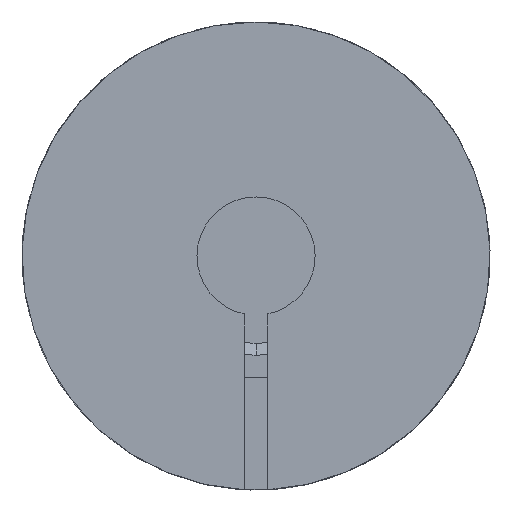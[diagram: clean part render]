
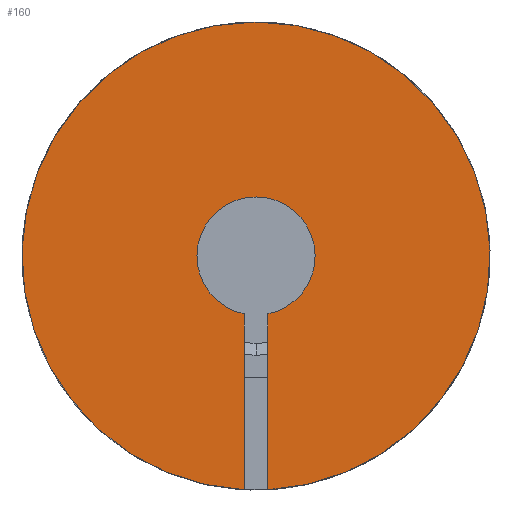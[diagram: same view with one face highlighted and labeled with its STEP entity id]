
A CAD part, front view. The second image highlights one B-rep face of the part: STEP entity #160.
In plain terms, the highlighted planar face has unit normal (0, -1, 0).
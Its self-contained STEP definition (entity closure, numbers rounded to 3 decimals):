
#35 = CARTESIAN_POINT ( 'NONE',  ( 0., -4., 0. ) ) ;
#160 = ADVANCED_FACE ( 'NONE', ( #1044 ), #1627, .F. ) ;
#197 = AXIS2_PLACEMENT_3D ( 'NONE', #35, #1796, #612 ) ;
#267 = DIRECTION ( 'NONE',  ( 0., 0., 1. ) ) ;
#350 = DIRECTION ( 'NONE',  ( 0., 0., -1. ) ) ;
#363 = EDGE_CURVE ( 'NONE', #1522, #1787, #1440, .T. ) ;
#410 = EDGE_CURVE ( 'NONE', #1659, #1522, #903, .T. ) ;
#411 = CARTESIAN_POINT ( 'NONE',  ( 0.5, -4., -9.887 ) ) ;
#491 = AXIS2_PLACEMENT_3D ( 'NONE', #823, #853, #979 ) ;
#502 = LINE ( 'NONE', #1799, #913 ) ;
#570 = DIRECTION ( 'NONE',  ( 0., 1., 0. ) ) ;
#571 = VECTOR ( 'NONE', #856, 1000. ) ;
#579 = CARTESIAN_POINT ( 'NONE',  ( 0., -4., 0. ) ) ;
#612 = DIRECTION ( 'NONE',  ( 0., 0., 1. ) ) ;
#648 = CIRCLE ( 'NONE', #491, 9.9 ) ;
#652 = ORIENTED_EDGE ( 'NONE', *, *, #838, .F. ) ;
#823 = CARTESIAN_POINT ( 'NONE',  ( 0., -4., 0. ) ) ;
#838 = EDGE_CURVE ( 'NONE', #1129, #1787, #648, .T. ) ;
#853 = DIRECTION ( 'NONE',  ( 0., 1., 0. ) ) ;
#856 = DIRECTION ( 'NONE',  ( 0., 0., -1. ) ) ;
#903 = CIRCLE ( 'NONE', #1082, 2.5 ) ;
#905 = CARTESIAN_POINT ( 'NONE',  ( -0.5, -4., -9.887 ) ) ;
#912 = CARTESIAN_POINT ( 'NONE',  ( 0.5, -4., -2.449 ) ) ;
#913 = VECTOR ( 'NONE', #350, 1000. ) ;
#979 = DIRECTION ( 'NONE',  ( 0., 0., 1. ) ) ;
#1044 = FACE_OUTER_BOUND ( 'NONE', #1244, .T. ) ;
#1082 = AXIS2_PLACEMENT_3D ( 'NONE', #579, #570, #267 ) ;
#1088 = ORIENTED_EDGE ( 'NONE', *, *, #1526, .F. ) ;
#1129 = VERTEX_POINT ( 'NONE', #905 ) ;
#1244 = EDGE_LOOP ( 'NONE', ( #1829, #1346, #652, #1088 ) ) ;
#1259 = CARTESIAN_POINT ( 'NONE',  ( -0.5, -4., -2.449 ) ) ;
#1346 = ORIENTED_EDGE ( 'NONE', *, *, #363, .T. ) ;
#1440 = LINE ( 'NONE', #1584, #571 ) ;
#1522 = VERTEX_POINT ( 'NONE', #912 ) ;
#1526 = EDGE_CURVE ( 'NONE', #1659, #1129, #502, .T. ) ;
#1584 = CARTESIAN_POINT ( 'NONE',  ( 0.5, -4., 0. ) ) ;
#1627 = PLANE ( 'NONE',  #197 ) ;
#1659 = VERTEX_POINT ( 'NONE', #1259 ) ;
#1787 = VERTEX_POINT ( 'NONE', #411 ) ;
#1796 = DIRECTION ( 'NONE',  ( 0., 1., 0. ) ) ;
#1799 = CARTESIAN_POINT ( 'NONE',  ( -0.5, -4., 0. ) ) ;
#1829 = ORIENTED_EDGE ( 'NONE', *, *, #410, .T. ) ;
